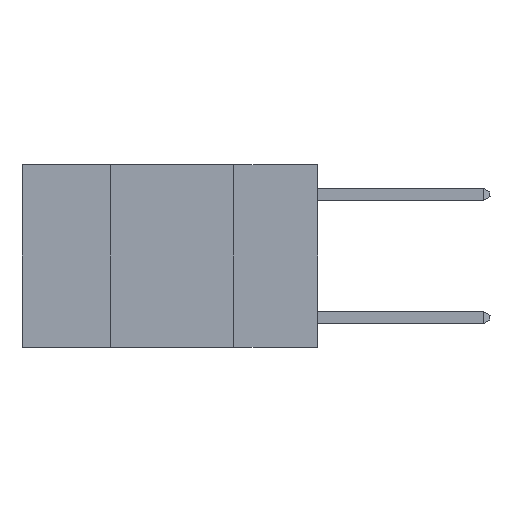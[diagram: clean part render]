
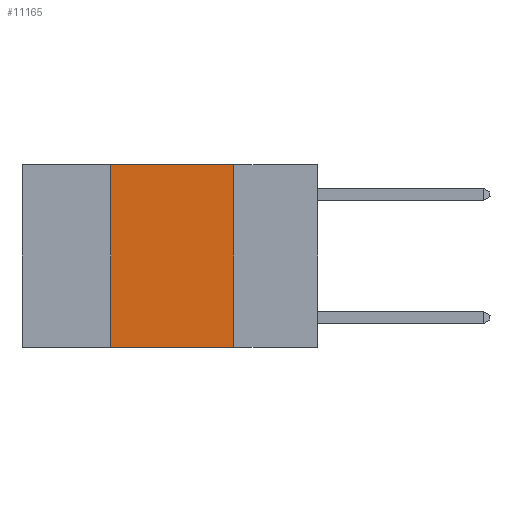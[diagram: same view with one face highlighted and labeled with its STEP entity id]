
A CAD part, left-side view. The second image highlights one B-rep face of the part: STEP entity #11165.
In plain terms, the highlighted planar face has unit normal (-1, 0, 0).
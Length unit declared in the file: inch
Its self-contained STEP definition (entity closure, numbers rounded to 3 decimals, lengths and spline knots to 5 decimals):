
#13 = CARTESIAN_POINT ( 'NONE',  ( 0., 0.6, 0. ) ) ;
#736 = PLANE ( 'NONE',  #11494 ) ;
#852 = EDGE_CURVE ( 'NONE', #13984, #11078, #12752, .T. ) ;
#2492 = DIRECTION ( 'NONE',  ( 0., 0., -1. ) ) ;
#2759 = ORIENTED_EDGE ( 'NONE', *, *, #3416, .F. ) ;
#2926 = EDGE_CURVE ( 'NONE', #5081, #3638, #8861, .T. ) ;
#3017 = DIRECTION ( 'NONE',  ( 0., -1., 0. ) ) ;
#3416 = EDGE_CURVE ( 'NONE', #13984, #5081, #10351, .T. ) ;
#3638 = VERTEX_POINT ( 'NONE', #12859 ) ;
#3659 = DIRECTION ( 'NONE',  ( 1., 0., 0. ) ) ;
#3862 = LINE ( 'NONE', #5960, #9481 ) ;
#4924 = ORIENTED_EDGE ( 'NONE', *, *, #2926, .F. ) ;
#5081 = VERTEX_POINT ( 'NONE', #15212 ) ;
#5300 = ORIENTED_EDGE ( 'NONE', *, *, #852, .T. ) ;
#5352 = DIRECTION ( 'NONE',  ( 0., -1., 0. ) ) ;
#5788 = VECTOR ( 'NONE', #3017, 39.37008 ) ;
#5960 = CARTESIAN_POINT ( 'NONE',  ( 0., 0.17, 0. ) ) ;
#6043 = VECTOR ( 'NONE', #5352, 39.37008 ) ;
#8861 = LINE ( 'NONE', #13, #5788 ) ;
#9481 = VECTOR ( 'NONE', #2492, 39.37008 ) ;
#9678 = CARTESIAN_POINT ( 'NONE',  ( 0., 0.6, 0. ) ) ;
#10247 = CARTESIAN_POINT ( 'NONE',  ( 0., 0.42, 0. ) ) ;
#10331 = ORIENTED_EDGE ( 'NONE', *, *, #14318, .F. ) ;
#10351 = LINE ( 'NONE', #10247, #13579 ) ;
#11078 = VERTEX_POINT ( 'NONE', #12338 ) ;
#11165 = ADVANCED_FACE ( 'NONE', ( #15463 ), #736, .F. ) ;
#11279 = CARTESIAN_POINT ( 'NONE',  ( 0., 0.42, -0.37 ) ) ;
#11494 = AXIS2_PLACEMENT_3D ( 'NONE', #9678, #3659, #15822 ) ;
#11840 = EDGE_LOOP ( 'NONE', ( #10331, #4924, #2759, #5300 ) ) ;
#12338 = CARTESIAN_POINT ( 'NONE',  ( 0., 0.17, -0.37 ) ) ;
#12752 = LINE ( 'NONE', #15875, #6043 ) ;
#12859 = CARTESIAN_POINT ( 'NONE',  ( 0., 0.17, 0. ) ) ;
#13579 = VECTOR ( 'NONE', #16191, 39.37008 ) ;
#13984 = VERTEX_POINT ( 'NONE', #11279 ) ;
#14318 = EDGE_CURVE ( 'NONE', #3638, #11078, #3862, .T. ) ;
#15212 = CARTESIAN_POINT ( 'NONE',  ( 0., 0.42, 0. ) ) ;
#15463 = FACE_OUTER_BOUND ( 'NONE', #11840, .T. ) ;
#15822 = DIRECTION ( 'NONE',  ( 0., 0., -1. ) ) ;
#15875 = CARTESIAN_POINT ( 'NONE',  ( 0., 0.6, -0.37 ) ) ;
#16191 = DIRECTION ( 'NONE',  ( 0., 0., 1. ) ) ;
